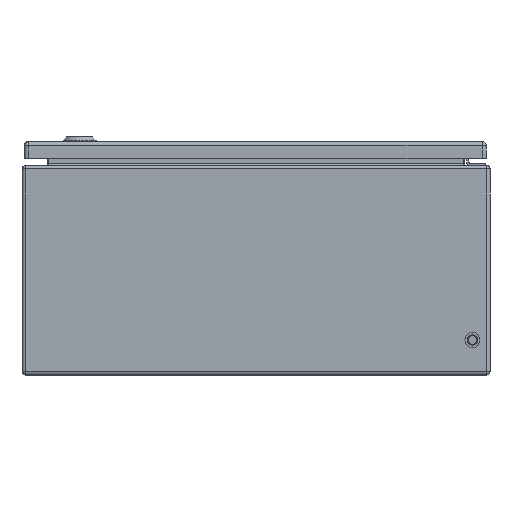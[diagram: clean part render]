
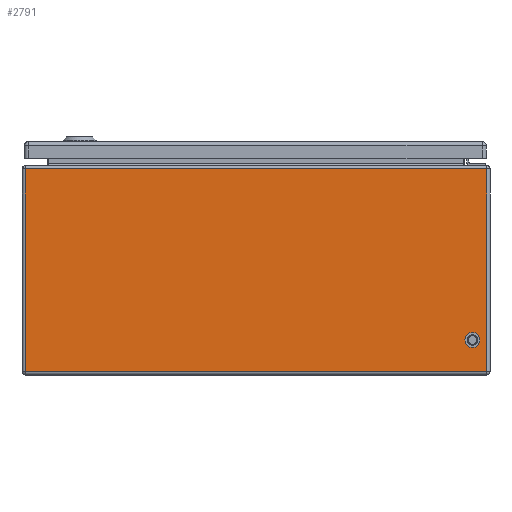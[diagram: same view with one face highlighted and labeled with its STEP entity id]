
A CAD part, front view. The second image highlights one B-rep face of the part: STEP entity #2791.
In plain terms, the highlighted planar face has unit normal (0, -1, 0).
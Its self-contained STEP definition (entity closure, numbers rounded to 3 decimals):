
#1865=FACE_BOUND('',#4458,.T.);
#1866=FACE_BOUND('',#4459,.T.);
#2791=ADVANCED_FACE('F141',(#1865,#1866),#3154,.T.);
#3154=PLANE('',#13387);
#4458=EDGE_LOOP('',(#8040,#8041,#8042,#8043));
#4459=EDGE_LOOP('',(#8044));
#4978=CIRCLE('',#13348,4.5);
#8040=ORIENTED_EDGE('',*,*,#10722,.T.);
#8041=ORIENTED_EDGE('',*,*,#10723,.T.);
#8042=ORIENTED_EDGE('',*,*,#10696,.T.);
#8043=ORIENTED_EDGE('',*,*,#10714,.T.);
#8044=ORIENTED_EDGE('',*,*,#10679,.T.);
#9234=VERTEX_POINT('',#20372);
#9237=VERTEX_POINT('',#20379);
#9247=VERTEX_POINT('',#20417);
#9248=VERTEX_POINT('',#20418);
#9259=VERTEX_POINT('',#20478);
#10679=EDGE_CURVE('E317',#9234,#9234,#4978,.T.);
#10696=EDGE_CURVE('E281',#9247,#9248,#11535,.T.);
#10714=EDGE_CURVE('E276',#9248,#9259,#11543,.T.);
#10722=EDGE_CURVE('E267',#9259,#9237,#11548,.T.);
#10723=EDGE_CURVE('E280',#9237,#9247,#11549,.T.);
#11535=LINE('',#20416,#12309);
#11543=LINE('',#20477,#12317);
#11548=LINE('',#20500,#12322);
#11549=LINE('',#20502,#12323);
#12309=VECTOR('',#16136,1.);
#12317=VECTOR('',#16172,1.);
#12322=VECTOR('',#16189,1.);
#12323=VECTOR('',#16192,1.);
#13348=AXIS2_PLACEMENT_3D('',#20374,#16096,#16097);
#13387=AXIS2_PLACEMENT_3D('',#20503,#16193,#16194);
#16096=DIRECTION('',(0.,1.,0.));
#16097=DIRECTION('',(0.,0.,1.));
#16136=DIRECTION('',(-1.,0.,0.));
#16172=DIRECTION('',(0.,0.,-1.));
#16189=DIRECTION('',(1.,0.,0.));
#16192=DIRECTION('',(0.,0.,1.));
#16193=DIRECTION('',(0.,-1.,0.));
#16194=DIRECTION('',(1.,0.,0.));
#20372=CARTESIAN_POINT('',(5091.449,-1103.986,29.922));
#20374=CARTESIAN_POINT('',(5086.949,-1103.986,29.922));
#20379=CARTESIAN_POINT('',(5099.149,-1103.986,2.722));
#20416=CARTESIAN_POINT('',(4901.949,-1103.986,176.122));
#20417=CARTESIAN_POINT('',(5099.149,-1103.986,176.122));
#20418=CARTESIAN_POINT('',(4704.749,-1103.986,176.122));
#20477=CARTESIAN_POINT('',(4704.749,-1103.986,89.422));
#20478=CARTESIAN_POINT('',(4704.749,-1103.986,2.722));
#20500=CARTESIAN_POINT('',(4901.949,-1103.986,2.722));
#20502=CARTESIAN_POINT('',(5099.149,-1103.986,89.422));
#20503=CARTESIAN_POINT('',(4701.949,-1103.986,-0.078));
